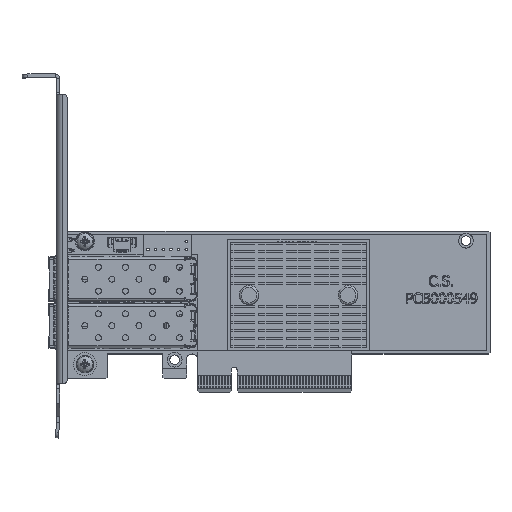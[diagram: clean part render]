
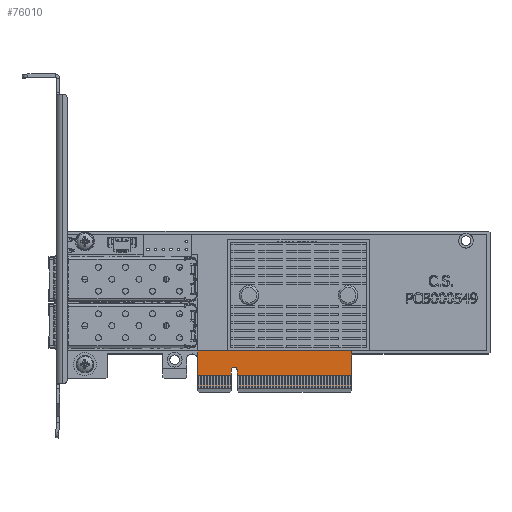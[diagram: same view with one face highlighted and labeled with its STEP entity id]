
A CAD part, top view. The second image highlights one B-rep face of the part: STEP entity #76010.
In plain terms, the highlighted planar face has unit normal (0, 0, 1).
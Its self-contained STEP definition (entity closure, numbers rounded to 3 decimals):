
#2470=CIRCLE('',#80039,0.953);
#6035=FACE_OUTER_BOUND('',#10422,.T.);
#10422=EDGE_LOOP('',(#55687,#55688,#55689,#55690,#55691,#55692,#55693,#55694,
#55695,#55696));
#15024=LINE('',#107761,#23351);
#16409=LINE('',#115073,#24736);
#16412=LINE('',#115079,#24739);
#16420=LINE('',#115096,#24747);
#16425=LINE('',#115106,#24752);
#16426=LINE('',#115108,#24753);
#16427=LINE('',#115110,#24754);
#16428=LINE('',#115111,#24755);
#16429=LINE('',#115112,#24756);
#23351=VECTOR('',#87044,51.283);
#24736=VECTOR('',#89655,9.623);
#24739=VECTOR('',#89660,6.155);
#24747=VECTOR('',#89674,6.155);
#24752=VECTOR('',#89683,11.189);
#24753=VECTOR('',#89684,38.189);
#24754=VECTOR('',#89685,11.451);
#24755=VECTOR('',#89686,1.);
#24756=VECTOR('',#89687,2.829);
#31368=VERTEX_POINT('',#107758);
#31369=VERTEX_POINT('',#107760);
#32650=VERTEX_POINT('',#115070);
#32651=VERTEX_POINT('',#115072);
#32652=VERTEX_POINT('',#115076);
#32653=VERTEX_POINT('',#115078);
#32656=VERTEX_POINT('',#115086);
#32659=VERTEX_POINT('',#115094);
#32663=VERTEX_POINT('',#115107);
#32664=VERTEX_POINT('',#115109);
#39138=EDGE_CURVE('',#31369,#31368,#15024,.T.);
#41087=EDGE_CURVE('',#32650,#32651,#16409,.T.);
#41090=EDGE_CURVE('',#32652,#32653,#16412,.T.);
#41095=EDGE_CURVE('',#32656,#32652,#2470,.T.);
#41099=EDGE_CURVE('',#32659,#32656,#16420,.T.);
#41104=EDGE_CURVE('',#32653,#32650,#16425,.T.);
#41105=EDGE_CURVE('',#32663,#32659,#16426,.T.);
#41106=EDGE_CURVE('',#32664,#32663,#16427,.T.);
#41107=EDGE_CURVE('',#32664,#31369,#16428,.T.);
#41108=EDGE_CURVE('',#31368,#32651,#16429,.T.);
#55687=ORIENTED_EDGE('',*,*,#41104,.F.);
#55688=ORIENTED_EDGE('',*,*,#41090,.F.);
#55689=ORIENTED_EDGE('',*,*,#41095,.F.);
#55690=ORIENTED_EDGE('',*,*,#41099,.F.);
#55691=ORIENTED_EDGE('',*,*,#41105,.F.);
#55692=ORIENTED_EDGE('',*,*,#41106,.F.);
#55693=ORIENTED_EDGE('',*,*,#41107,.T.);
#55694=ORIENTED_EDGE('',*,*,#39138,.T.);
#55695=ORIENTED_EDGE('',*,*,#41108,.T.);
#55696=ORIENTED_EDGE('',*,*,#41087,.F.);
#70640=PLANE('',#80042);
#76010=ADVANCED_FACE('',(#6035),#70640,.T.);
#80039=AXIS2_PLACEMENT_3D('',#115088,#89667,#89668);
#80042=AXIS2_PLACEMENT_3D('',#115105,#89681,#89682);
#87044=DIRECTION('',(-1.,0.,0.));
#89655=DIRECTION('',(0.,1.,0.));
#89660=DIRECTION('',(0.,-1.,0.));
#89667=DIRECTION('center_axis',(0.,0.,
1.));
#89668=DIRECTION('ref_axis',(1.,0.,0.));
#89674=DIRECTION('',(0.,1.,0.));
#89681=DIRECTION('center_axis',(0.,0.,
1.));
#89682=DIRECTION('ref_axis',(1.,0.,0.));
#89683=DIRECTION('',(-1.,0.,0.));
#89684=DIRECTION('',(-1.,0.,0.));
#89685=DIRECTION('',(0.,-1.,0.));
#89686=DIRECTION('',(0.,1.,0.));
#89687=DIRECTION('',(0.,-1.,0.));
#107758=CARTESIAN_POINT('',(45.009,13.751,1.575));
#107760=CARTESIAN_POINT('',(96.291,13.751,1.575));
#107761=CARTESIAN_POINT('',(96.291,13.751,1.575));
#115070=CARTESIAN_POINT('',(45.009,1.299,1.575));
#115072=CARTESIAN_POINT('',(45.009,10.922,1.575));
#115073=CARTESIAN_POINT('',(45.009,3.438,1.575));
#115076=CARTESIAN_POINT('',(56.198,7.455,1.575));
#115078=CARTESIAN_POINT('',(56.198,1.299,1.575));
#115079=CARTESIAN_POINT('',(56.198,7.165,1.575));
#115086=CARTESIAN_POINT('',(58.103,7.455,1.575));
#115088=CARTESIAN_POINT('Origin',(57.15,7.455,1.575));
#115094=CARTESIAN_POINT('',(58.103,1.299,1.575));
#115096=CARTESIAN_POINT('',(58.103,3.438,1.575));
#115105=CARTESIAN_POINT('Origin',(70.65,6.875,1.575));
#115106=CARTESIAN_POINT('',(76.933,1.299,1.575));
#115107=CARTESIAN_POINT('',(96.291,1.299,1.575));
#115108=CARTESIAN_POINT('',(76.933,1.299,1.575));
#115109=CARTESIAN_POINT('',(96.291,12.751,1.575));
#115110=CARTESIAN_POINT('',(96.291,9.813,1.575));
#115111=CARTESIAN_POINT('',(96.291,0.,1.575));
#115112=CARTESIAN_POINT('',(45.009,20.321,1.575));
